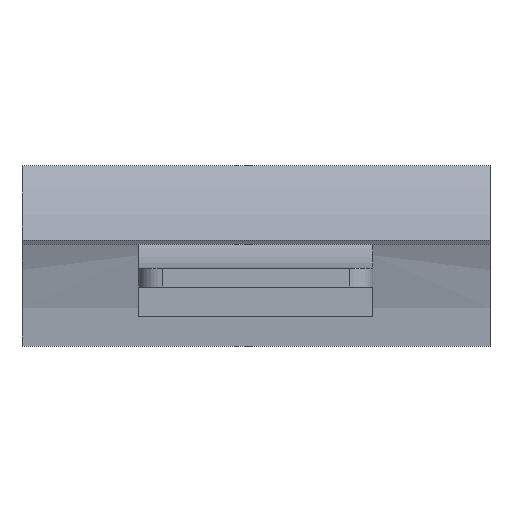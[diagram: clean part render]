
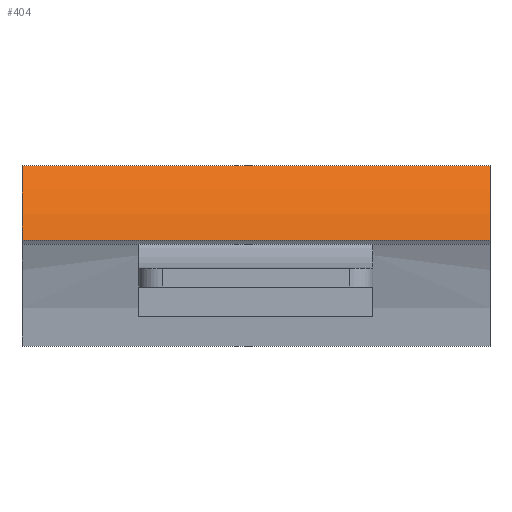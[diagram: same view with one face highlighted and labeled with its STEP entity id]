
A CAD part, left-side view. The second image highlights one B-rep face of the part: STEP entity #404.
In plain terms, the highlighted cylindrical face has radius 16.1 mm (diameter 32.2 mm), a partial arc.
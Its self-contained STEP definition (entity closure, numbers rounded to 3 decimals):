
#40 = VERTEX_POINT ( 'NONE', #2622 ) ;
#199 = CARTESIAN_POINT ( 'NONE',  ( 40., 20., 3.2 ) ) ;
#211 = VERTEX_POINT ( 'NONE', #2282 ) ;
#291 = EDGE_CURVE ( 'NONE', #2213, #40, #1946, .T. ) ;
#328 = CARTESIAN_POINT ( 'NONE',  ( 40., -20., 3.2 ) ) ;
#404 = ADVANCED_FACE ( 'NONE', ( #1850 ), #1819, .T. ) ;
#720 = CIRCLE ( 'NONE', #2098, 16.1 ) ;
#731 = VECTOR ( 'NONE', #1552, 1000. ) ;
#765 = LINE ( 'NONE', #1642, #731 ) ;
#771 = VECTOR ( 'NONE', #1899, 1000. ) ;
#806 = LINE ( 'NONE', #1778, #771 ) ;
#987 = CARTESIAN_POINT ( 'NONE',  ( 55.706, 20., -0.337 ) ) ;
#999 = DIRECTION ( 'NONE',  ( 0., 0., -1. ) ) ;
#1072 = DIRECTION ( 'NONE',  ( 0., -1., 0. ) ) ;
#1101 = ORIENTED_EDGE ( 'NONE', *, *, #2694, .F. ) ;
#1478 = DIRECTION ( 'NONE',  ( 0., 0., -1. ) ) ;
#1479 = DIRECTION ( 'NONE',  ( 0., 1., 0. ) ) ;
#1492 = CARTESIAN_POINT ( 'NONE',  ( 55.706, 20., -0.337 ) ) ;
#1508 = ORIENTED_EDGE ( 'NONE', *, *, #2685, .T. ) ;
#1552 = DIRECTION ( 'NONE',  ( 0., -1., 0. ) ) ;
#1642 = CARTESIAN_POINT ( 'NONE',  ( 43., 20., 9.55 ) ) ;
#1767 = EDGE_LOOP ( 'NONE', ( #2333, #1101, #2134, #1508 ) ) ;
#1778 = CARTESIAN_POINT ( 'NONE',  ( 40., 20., 3.2 ) ) ;
#1819 = CYLINDRICAL_SURFACE ( 'NONE', #2570, 16.1 ) ;
#1836 = DIRECTION ( 'NONE',  ( 0., 0., -1. ) ) ;
#1842 = DIRECTION ( 'NONE',  ( 0., 1., 0. ) ) ;
#1845 = CARTESIAN_POINT ( 'NONE',  ( 55.706, -20., -0.337 ) ) ;
#1850 = FACE_OUTER_BOUND ( 'NONE', #1767, .T. ) ;
#1899 = DIRECTION ( 'NONE',  ( 0., -1., 0. ) ) ;
#1946 = CIRCLE ( 'NONE', #2607, 16.1 ) ;
#2098 = AXIS2_PLACEMENT_3D ( 'NONE', #1492, #1479, #1478 ) ;
#2134 = ORIENTED_EDGE ( 'NONE', *, *, #2703, .F. ) ;
#2213 = VERTEX_POINT ( 'NONE', #328 ) ;
#2282 = CARTESIAN_POINT ( 'NONE',  ( 43., 20., 9.55 ) ) ;
#2333 = ORIENTED_EDGE ( 'NONE', *, *, #291, .T. ) ;
#2387 = VERTEX_POINT ( 'NONE', #199 ) ;
#2570 = AXIS2_PLACEMENT_3D ( 'NONE', #987, #1072, #999 ) ;
#2607 = AXIS2_PLACEMENT_3D ( 'NONE', #1845, #1842, #1836 ) ;
#2622 = CARTESIAN_POINT ( 'NONE',  ( 43., -20., 9.55 ) ) ;
#2685 = EDGE_CURVE ( 'NONE', #2387, #2213, #806, .T. ) ;
#2694 = EDGE_CURVE ( 'NONE', #211, #40, #765, .T. ) ;
#2703 = EDGE_CURVE ( 'NONE', #2387, #211, #720, .T. ) ;
